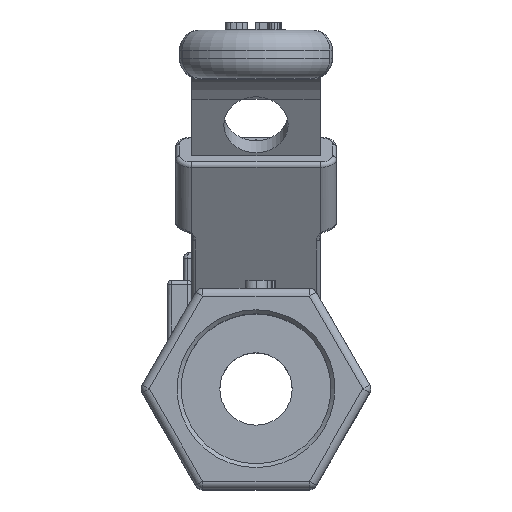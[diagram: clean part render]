
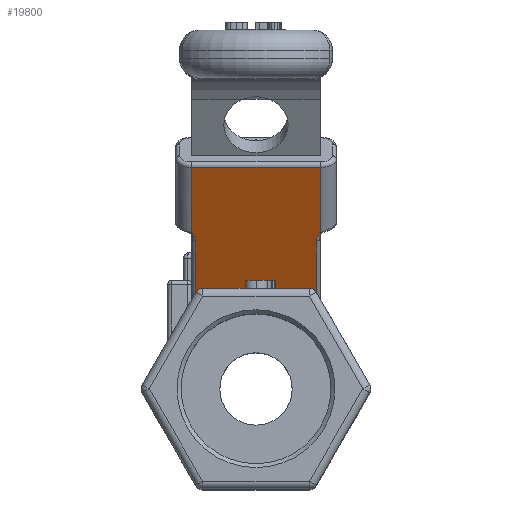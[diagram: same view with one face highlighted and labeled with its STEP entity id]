
A CAD part, top view. The second image highlights one B-rep face of the part: STEP entity #19800.
In plain terms, the highlighted planar face has unit normal (0, -0.499, 0.867).
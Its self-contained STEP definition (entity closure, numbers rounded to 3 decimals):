
#237=B_SPLINE_CURVE_WITH_KNOTS('',3,(#26192,#26193,#26194,#26195,#26196,
#26197,#26198,#26199,#26200,#26201),.UNSPECIFIED.,.F.,.F.,(4,3,3,4),(0.,
0.395,0.827,1.),.UNSPECIFIED.);
#246=B_SPLINE_CURVE_WITH_KNOTS('',3,(#26691,#26692,#26693,#26694,#26695,
#26696,#26697,#26698,#26699,#26700),.UNSPECIFIED.,.F.,.F.,(4,3,3,4),(0.,
0.395,0.826,1.),.UNSPECIFIED.);
#1522=PLANE('',#21012);
#2062=FACE_OUTER_BOUND('',#3187,.T.);
#3187=EDGE_LOOP('',(#13175,#13176,#13177,#13178,#13179,#13180,#13181,#13182));
#4766=LINE('',#27351,#6403);
#4774=LINE('',#27639,#6411);
#4780=LINE('',#27662,#6417);
#4796=LINE('',#27723,#6433);
#4797=LINE('',#27727,#6434);
#4798=LINE('',#27728,#6435);
#6403=VECTOR('',#22257,15.);
#6411=VECTOR('',#22311,8.457);
#6417=VECTOR('',#22339,8.457);
#6433=VECTOR('',#22413,9.419);
#6434=VECTOR('',#22418,9.419);
#6435=VECTOR('',#22419,16.);
#7956=VERTEX_POINT('',#26186);
#7957=VERTEX_POINT('',#26191);
#7967=VERTEX_POINT('',#26688);
#7968=VERTEX_POINT('',#26690);
#8090=VERTEX_POINT('',#27341);
#8093=VERTEX_POINT('',#27349);
#8130=VERTEX_POINT('',#27722);
#8131=VERTEX_POINT('',#27726);
#9821=EDGE_CURVE('',#7956,#7957,#237,.T.);
#9835=EDGE_CURVE('',#7967,#7968,#246,.T.);
#10015=EDGE_CURVE('',#8093,#8090,#4766,.T.);
#10040=EDGE_CURVE('',#8090,#7967,#4774,.T.);
#10053=EDGE_CURVE('',#7957,#8093,#4780,.T.);
#10084=EDGE_CURVE('',#8130,#7968,#4796,.T.);
#10086=EDGE_CURVE('',#8131,#7956,#4797,.T.);
#10087=EDGE_CURVE('',#8130,#8131,#4798,.T.);
#13175=ORIENTED_EDGE('',*,*,#9835,.F.);
#13176=ORIENTED_EDGE('',*,*,#10040,.F.);
#13177=ORIENTED_EDGE('',*,*,#10015,.F.);
#13178=ORIENTED_EDGE('',*,*,#10053,.F.);
#13179=ORIENTED_EDGE('',*,*,#9821,.F.);
#13180=ORIENTED_EDGE('',*,*,#10086,.F.);
#13181=ORIENTED_EDGE('',*,*,#10087,.F.);
#13182=ORIENTED_EDGE('',*,*,#10084,.T.);
#19800=ADVANCED_FACE('',(#2062),#1522,.T.);
#21012=AXIS2_PLACEMENT_3D('',#27725,#22416,#22417);
#22257=DIRECTION('',(-1.,0.,0.));
#22311=DIRECTION('',(0.,0.867,0.499));
#22339=DIRECTION('',(0.,-0.867,-0.499));
#22413=DIRECTION('',(0.,-0.867,-0.499));
#22416=DIRECTION('center_axis',(0.,-0.499,
0.867));
#22417=DIRECTION('ref_axis',(-1.,0.,0.));
#22418=DIRECTION('',(0.,-0.867,-0.499));
#22419=DIRECTION('',(1.,0.,0.));
#26186=CARTESIAN_POINT('',(8.,19.387,15.143));
#26191=CARTESIAN_POINT('',(7.5,18.413,14.583));
#26192=CARTESIAN_POINT('Ctrl Pts',(8.,19.387,15.143));
#26193=CARTESIAN_POINT('Ctrl Pts',(7.931,19.338,15.115));
#26194=CARTESIAN_POINT('Ctrl Pts',(7.813,19.236,15.056));
#26195=CARTESIAN_POINT('Ctrl Pts',(7.713,19.078,14.965));
#26196=CARTESIAN_POINT('Ctrl Pts',(7.603,18.905,14.866));
#26197=CARTESIAN_POINT('Ctrl Pts',(7.527,18.694,14.745));
#26198=CARTESIAN_POINT('Ctrl Pts',(7.508,18.553,14.663));
#26199=CARTESIAN_POINT('Ctrl Pts',(7.501,18.496,14.631));
#26200=CARTESIAN_POINT('Ctrl Pts',(7.5,18.447,14.602));
#26201=CARTESIAN_POINT('Ctrl Pts',(7.5,18.413,14.583));
#26688=CARTESIAN_POINT('',(-7.5,18.413,14.583));
#26690=CARTESIAN_POINT('',(-8.,19.387,15.143));
#26691=CARTESIAN_POINT('Ctrl Pts',(-7.5,18.413,14.583));
#26692=CARTESIAN_POINT('Ctrl Pts',(-7.5,18.491,14.628));
#26693=CARTESIAN_POINT('Ctrl Pts',(-7.509,18.638,14.712));
#26694=CARTESIAN_POINT('Ctrl Pts',(-7.577,18.81,14.811));
#26695=CARTESIAN_POINT('Ctrl Pts',(-7.65,18.997,14.919));
#26696=CARTESIAN_POINT('Ctrl Pts',(-7.776,19.187,15.028));
#26697=CARTESIAN_POINT('Ctrl Pts',(-7.884,19.291,15.088));
#26698=CARTESIAN_POINT('Ctrl Pts',(-7.927,19.333,15.112));
#26699=CARTESIAN_POINT('Ctrl Pts',(-7.97,19.366,15.131));
#26700=CARTESIAN_POINT('Ctrl Pts',(-8.,19.387,15.143));
#27341=CARTESIAN_POINT('',(-7.5,11.084,10.364));
#27349=CARTESIAN_POINT('',(7.5,11.084,10.364));
#27351=CARTESIAN_POINT('',(8.,11.084,10.364));
#27639=CARTESIAN_POINT('',(-7.5,17.151,13.856));
#27662=CARTESIAN_POINT('',(7.5,21.484,16.35));
#27722=CARTESIAN_POINT('',(-8.,27.551,19.843));
#27723=CARTESIAN_POINT('',(-8.,23.651,17.598));
#27725=CARTESIAN_POINT('Origin',(8.,23.651,17.598));
#27726=CARTESIAN_POINT('',(8.,27.551,19.843));
#27727=CARTESIAN_POINT('',(8.,23.651,17.598));
#27728=CARTESIAN_POINT('',(4.,27.551,19.843));
